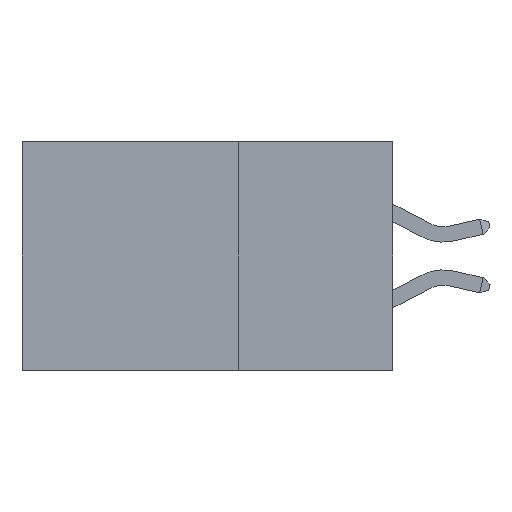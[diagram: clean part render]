
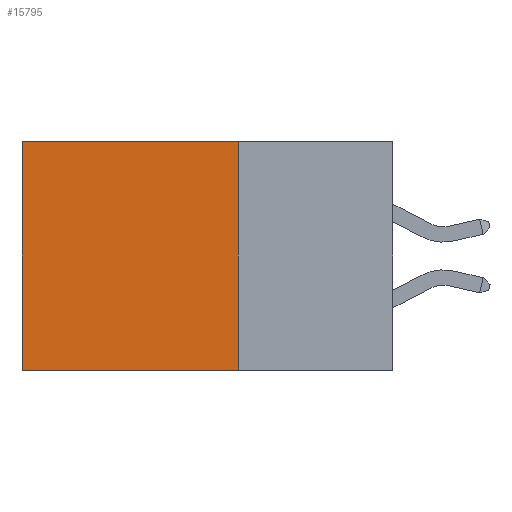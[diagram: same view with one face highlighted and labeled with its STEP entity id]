
A CAD part, left-side view. The second image highlights one B-rep face of the part: STEP entity #15795.
In plain terms, the highlighted planar face has unit normal (-1, 0, 0).
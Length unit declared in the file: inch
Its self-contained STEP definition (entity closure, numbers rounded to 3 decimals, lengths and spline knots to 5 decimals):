
#1593 = DIRECTION ( 'NONE',  ( 0., 0., -1. ) ) ;
#3056 = PLANE ( 'NONE',  #24906 ) ;
#3892 = DIRECTION ( 'NONE',  ( 0., 0., -1. ) ) ;
#5015 = VECTOR ( 'NONE', #15593, 39.37008 ) ;
#5904 = ORIENTED_EDGE ( 'NONE', *, *, #29403, .T. ) ;
#6287 = DIRECTION ( 'NONE',  ( 1., 0., 0. ) ) ;
#6342 = LINE ( 'NONE', #30544, #17951 ) ;
#7958 = CARTESIAN_POINT ( 'NONE',  ( 0.2875, 0.25, -0.37 ) ) ;
#9308 = EDGE_LOOP ( 'NONE', ( #29708, #32311, #41486, #5904 ) ) ;
#9378 = CARTESIAN_POINT ( 'NONE',  ( 0.2875, 0.6, 0. ) ) ;
#9793 = FACE_OUTER_BOUND ( 'NONE', #9308, .T. ) ;
#14500 = CARTESIAN_POINT ( 'NONE',  ( 0.2875, 0.25, 0. ) ) ;
#15370 = CARTESIAN_POINT ( 'NONE',  ( 0.2875, 0.25, 0. ) ) ;
#15593 = DIRECTION ( 'NONE',  ( 0., 0., -1. ) ) ;
#15795 = ADVANCED_FACE ( 'NONE', ( #9793 ), #3056, .F. ) ;
#15854 = VECTOR ( 'NONE', #33679, 39.37008 ) ;
#17226 = VERTEX_POINT ( 'NONE', #14500 ) ;
#17951 = VECTOR ( 'NONE', #1593, 39.37008 ) ;
#22024 = VERTEX_POINT ( 'NONE', #33561 ) ;
#24906 = AXIS2_PLACEMENT_3D ( 'NONE', #38310, #6287, #3892 ) ;
#26108 = LINE ( 'NONE', #41405, #5015 ) ;
#27242 = VECTOR ( 'NONE', #41177, 39.37008 ) ;
#27406 = EDGE_CURVE ( 'NONE', #28243, #22024, #6342, .T. ) ;
#28243 = VERTEX_POINT ( 'NONE', #9378 ) ;
#29403 = EDGE_CURVE ( 'NONE', #17226, #28243, #34822, .T. ) ;
#29631 = LINE ( 'NONE', #7958, #15854 ) ;
#29708 = ORIENTED_EDGE ( 'NONE', *, *, #27406, .T. ) ;
#30396 = CARTESIAN_POINT ( 'NONE',  ( 0.2875, 0.25, -0.37 ) ) ;
#30544 = CARTESIAN_POINT ( 'NONE',  ( 0.2875, 0.6, 0. ) ) ;
#32311 = ORIENTED_EDGE ( 'NONE', *, *, #34662, .F. ) ;
#33561 = CARTESIAN_POINT ( 'NONE',  ( 0.2875, 0.6, -0.37 ) ) ;
#33598 = EDGE_CURVE ( 'NONE', #17226, #37749, #26108, .T. ) ;
#33679 = DIRECTION ( 'NONE',  ( 0., 1., 0. ) ) ;
#34662 = EDGE_CURVE ( 'NONE', #37749, #22024, #29631, .T. ) ;
#34822 = LINE ( 'NONE', #15370, #27242 ) ;
#37749 = VERTEX_POINT ( 'NONE', #30396 ) ;
#38310 = CARTESIAN_POINT ( 'NONE',  ( 0.2875, 0.25, 0. ) ) ;
#41177 = DIRECTION ( 'NONE',  ( 0., 1., 0. ) ) ;
#41405 = CARTESIAN_POINT ( 'NONE',  ( 0.2875, 0.25, 0. ) ) ;
#41486 = ORIENTED_EDGE ( 'NONE', *, *, #33598, .F. ) ;
